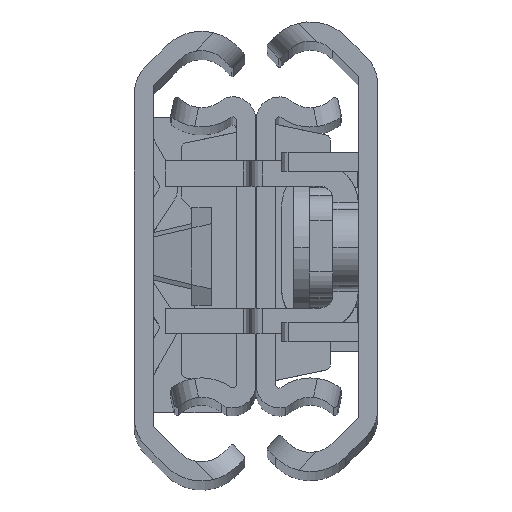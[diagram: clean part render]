
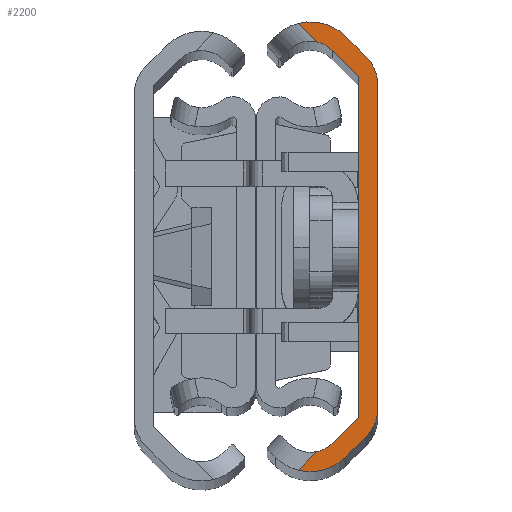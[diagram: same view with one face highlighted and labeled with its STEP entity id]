
A CAD part, top view. The second image highlights one B-rep face of the part: STEP entity #2200.
In plain terms, the highlighted face is planar.
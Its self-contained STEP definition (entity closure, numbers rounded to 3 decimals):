
#45 = DIRECTION ( 'NONE',  ( 0.707, -0.707, 0. ) ) ;
#50 = CARTESIAN_POINT ( 'NONE',  ( 3.248, 15.996, -406.4 ) ) ;
#756 = CARTESIAN_POINT ( 'NONE',  ( 3.75, -13.67, -406.4 ) ) ;
#964 = AXIS2_PLACEMENT_3D ( 'NONE', #10445, #1324, #4387 ) ;
#976 = DIRECTION ( 'NONE',  ( 1., 0., 0. ) ) ;
#1122 = EDGE_CURVE ( 'NONE', #2816, #3188, #8133, .T. ) ;
#1164 = EDGE_CURVE ( 'NONE', #2496, #11967, #4670, .T. ) ;
#1324 = DIRECTION ( 'NONE',  ( 0., 0., 1. ) ) ;
#1565 = CARTESIAN_POINT ( 'NONE',  ( -0.621, -14.786, -406.4 ) ) ;
#1570 = VERTEX_POINT ( 'NONE', #3619 ) ;
#1646 = VECTOR ( 'NONE', #7233, 1000. ) ;
#1843 = VERTEX_POINT ( 'NONE', #5047 ) ;
#1952 = LINE ( 'NONE', #5934, #8046 ) ;
#2018 = VERTEX_POINT ( 'NONE', #10340 ) ;
#2094 = CARTESIAN_POINT ( 'NONE',  ( 3.75, 13.67, -406.4 ) ) ;
#2195 = CARTESIAN_POINT ( 'NONE',  ( -0.621, 14.786, -406.4 ) ) ;
#2200 = ADVANCED_FACE ( 'NONE', ( #6781 ), #12622, .F. ) ;
#2471 = DIRECTION ( 'NONE',  ( 1., 0., 0. ) ) ;
#2496 = VERTEX_POINT ( 'NONE', #11659 ) ;
#2816 = VERTEX_POINT ( 'NONE', #1565 ) ;
#3013 = LINE ( 'NONE', #6011, #10394 ) ;
#3062 = LINE ( 'NONE', #7097, #4540 ) ;
#3103 = ORIENTED_EDGE ( 'NONE', *, *, #3127, .F. ) ;
#3127 = EDGE_CURVE ( 'NONE', #4533, #2816, #3597, .T. ) ;
#3174 = ORIENTED_EDGE ( 'NONE', *, *, #6345, .F. ) ;
#3188 = VERTEX_POINT ( 'NONE', #9451 ) ;
#3193 = CARTESIAN_POINT ( 'NONE',  ( -0.621, -14.786, -406.4 ) ) ;
#3250 = CARTESIAN_POINT ( 'NONE',  ( 3.248, -15.996, -406.4 ) ) ;
#3268 = DIRECTION ( 'NONE',  ( 0., 0., 1. ) ) ;
#3276 = AXIS2_PLACEMENT_3D ( 'NONE', #11971, #6926, #976 ) ;
#3288 = ORIENTED_EDGE ( 'NONE', *, *, #10502, .F. ) ;
#3428 = CARTESIAN_POINT ( 'NONE',  ( -1.5, -12.665, -406.4 ) ) ;
#3439 = AXIS2_PLACEMENT_3D ( 'NONE', #4238, #8339, #2471 ) ;
#3480 = CIRCLE ( 'NONE', #964, 3.88 ) ;
#3597 = CIRCLE ( 'NONE', #6929, 3. ) ;
#3619 = CARTESIAN_POINT ( 'NONE',  ( 2.067, 15.353, -406.4 ) ) ;
#3924 = DIRECTION ( 'NONE',  ( 1., 0., 0. ) ) ;
#4189 = ORIENTED_EDGE ( 'NONE', *, *, #8964, .F. ) ;
#4223 = DIRECTION ( 'NONE',  ( -0.707, -0.707, 0. ) ) ;
#4238 = CARTESIAN_POINT ( 'NONE',  ( 1.5, 12.665, -406.4 ) ) ;
#4387 = DIRECTION ( 'NONE',  ( 1., 0., 0. ) ) ;
#4533 = VERTEX_POINT ( 'NONE', #3428 ) ;
#4540 = VECTOR ( 'NONE', #10956, 1000. ) ;
#4604 = CARTESIAN_POINT ( 'NONE',  ( 4.089, 16.838, -406.4 ) ) ;
#4670 = LINE ( 'NONE', #4604, #11377 ) ;
#4751 = DIRECTION ( 'NONE',  ( 1., 0., 0. ) ) ;
#4757 = CARTESIAN_POINT ( 'NONE',  ( 2.067, -15.353, -406.4 ) ) ;
#4767 = CARTESIAN_POINT ( 'NONE',  ( 1.5, 12.665, -406.4 ) ) ;
#4894 = EDGE_CURVE ( 'NONE', #7092, #1570, #3013, .T. ) ;
#4940 = VERTEX_POINT ( 'NONE', #5360 ) ;
#5047 = CARTESIAN_POINT ( 'NONE',  ( -1.5, 12.665, -406.4 ) ) ;
#5161 = EDGE_CURVE ( 'NONE', #7129, #12476, #8495, .T. ) ;
#5162 = ORIENTED_EDGE ( 'NONE', *, *, #10625, .F. ) ;
#5200 = CARTESIAN_POINT ( 'NONE',  ( 0., 13.286, -406.4 ) ) ;
#5296 = EDGE_CURVE ( 'NONE', #12401, #7092, #3062, .T. ) ;
#5360 = CARTESIAN_POINT ( 'NONE',  ( -0.621, 14.786, -406.4 ) ) ;
#5402 = ORIENTED_EDGE ( 'NONE', *, *, #11580, .F. ) ;
#5425 = DIRECTION ( 'NONE',  ( 0., -1., 0. ) ) ;
#5912 = ORIENTED_EDGE ( 'NONE', *, *, #6664, .T. ) ;
#5934 = CARTESIAN_POINT ( 'NONE',  ( 5.009, -17.757, -406.4 ) ) ;
#6011 = CARTESIAN_POINT ( 'NONE',  ( 2.067, 15.353, -406.4 ) ) ;
#6173 = EDGE_CURVE ( 'NONE', #1570, #11967, #6184, .T. ) ;
#6179 = ORIENTED_EDGE ( 'NONE', *, *, #5161, .F. ) ;
#6184 = CIRCLE ( 'NONE', #3276, 2.38 ) ;
#6345 = EDGE_CURVE ( 'NONE', #3188, #6421, #3480, .T. ) ;
#6421 = VERTEX_POINT ( 'NONE', #6588 ) ;
#6541 = AXIS2_PLACEMENT_3D ( 'NONE', #4767, #11690, #3924 ) ;
#6588 = CARTESIAN_POINT ( 'NONE',  ( 4.687, -17.435, -406.4 ) ) ;
#6664 = EDGE_CURVE ( 'NONE', #7129, #6421, #1952, .T. ) ;
#6781 = FACE_OUTER_BOUND ( 'NONE', #8065, .T. ) ;
#6897 = CIRCLE ( 'NONE', #10452, 3.88 ) ;
#6926 = DIRECTION ( 'NONE',  ( 0., 0., -1. ) ) ;
#6929 = AXIS2_PLACEMENT_3D ( 'NONE', #8279, #3268, #12280 ) ;
#6933 = ORIENTED_EDGE ( 'NONE', *, *, #6173, .F. ) ;
#6985 = ORIENTED_EDGE ( 'NONE', *, *, #1164, .T. ) ;
#6987 = DIRECTION ( 'NONE',  ( 0.707, 0.707, 0. ) ) ;
#7025 = CARTESIAN_POINT ( 'NONE',  ( 0., -13.286, -406.4 ) ) ;
#7092 = VERTEX_POINT ( 'NONE', #5200 ) ;
#7097 = CARTESIAN_POINT ( 'NONE',  ( 0., -13.286, -406.4 ) ) ;
#7129 = VERTEX_POINT ( 'NONE', #3250 ) ;
#7145 = ORIENTED_EDGE ( 'NONE', *, *, #5296, .F. ) ;
#7233 = DIRECTION ( 'NONE',  ( 0.707, -0.707, 0. ) ) ;
#7453 = VECTOR ( 'NONE', #5425, 1000. ) ;
#7877 = LINE ( 'NONE', #4757, #9542 ) ;
#8000 = CIRCLE ( 'NONE', #3439, 3. ) ;
#8046 = VECTOR ( 'NONE', #45, 1000. ) ;
#8065 = EDGE_LOOP ( 'NONE', ( #6179, #5912, #3174, #11602, #3103, #3288, #4189, #9069, #5402, #6985, #6933, #9022, #7145, #5162 ) ) ;
#8133 = LINE ( 'NONE', #3193, #1646 ) ;
#8166 = DIRECTION ( 'NONE',  ( 1., 0., 0. ) ) ;
#8279 = CARTESIAN_POINT ( 'NONE',  ( 1.5, -12.665, -406.4 ) ) ;
#8296 = DIRECTION ( 'NONE',  ( 0., 0., 1. ) ) ;
#8339 = DIRECTION ( 'NONE',  ( 0., 0., 1. ) ) ;
#8495 = CIRCLE ( 'NONE', #9134, 2.38 ) ;
#8964 = EDGE_CURVE ( 'NONE', #4940, #1843, #8000, .T. ) ;
#9022 = ORIENTED_EDGE ( 'NONE', *, *, #4894, .F. ) ;
#9069 = ORIENTED_EDGE ( 'NONE', *, *, #10733, .F. ) ;
#9134 = AXIS2_PLACEMENT_3D ( 'NONE', #756, #9521, #4751 ) ;
#9451 = CARTESIAN_POINT ( 'NONE',  ( 1.006, -16.414, -406.4 ) ) ;
#9521 = DIRECTION ( 'NONE',  ( 0., 0., -1. ) ) ;
#9542 = VECTOR ( 'NONE', #11613, 1000. ) ;
#9691 = DIRECTION ( 'NONE',  ( -0.707, -0.707, 0. ) ) ;
#9743 = VECTOR ( 'NONE', #4223, 1000. ) ;
#10106 = CARTESIAN_POINT ( 'NONE',  ( 2.067, -15.353, -406.4 ) ) ;
#10296 = LINE ( 'NONE', #2195, #9743 ) ;
#10340 = CARTESIAN_POINT ( 'NONE',  ( 1.006, 16.414, -406.4 ) ) ;
#10391 = CARTESIAN_POINT ( 'NONE',  ( -1.5, 0., -406.4 ) ) ;
#10394 = VECTOR ( 'NONE', #6987, 1000. ) ;
#10445 = CARTESIAN_POINT ( 'NONE',  ( 3.75, -13.67, -406.4 ) ) ;
#10452 = AXIS2_PLACEMENT_3D ( 'NONE', #2094, #8296, #8166 ) ;
#10502 = EDGE_CURVE ( 'NONE', #1843, #4533, #11375, .T. ) ;
#10625 = EDGE_CURVE ( 'NONE', #12476, #12401, #7877, .T. ) ;
#10733 = EDGE_CURVE ( 'NONE', #2018, #4940, #10296, .T. ) ;
#10956 = DIRECTION ( 'NONE',  ( 0., 1., 0. ) ) ;
#11375 = LINE ( 'NONE', #10391, #7453 ) ;
#11377 = VECTOR ( 'NONE', #9691, 1000. ) ;
#11580 = EDGE_CURVE ( 'NONE', #2496, #2018, #6897, .T. ) ;
#11602 = ORIENTED_EDGE ( 'NONE', *, *, #1122, .F. ) ;
#11613 = DIRECTION ( 'NONE',  ( -0.707, 0.707, 0. ) ) ;
#11659 = CARTESIAN_POINT ( 'NONE',  ( 4.687, 17.435, -406.4 ) ) ;
#11690 = DIRECTION ( 'NONE',  ( 0., 0., 1. ) ) ;
#11967 = VERTEX_POINT ( 'NONE', #50 ) ;
#11971 = CARTESIAN_POINT ( 'NONE',  ( 3.75, 13.67, -406.4 ) ) ;
#12280 = DIRECTION ( 'NONE',  ( 1., 0., 0. ) ) ;
#12401 = VERTEX_POINT ( 'NONE', #7025 ) ;
#12476 = VERTEX_POINT ( 'NONE', #10106 ) ;
#12622 = PLANE ( 'NONE',  #6541 ) ;
